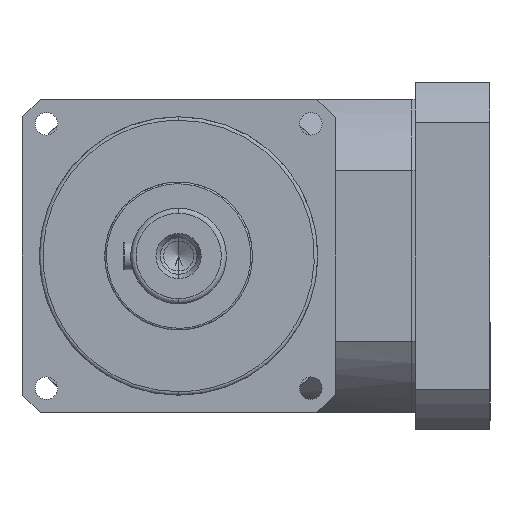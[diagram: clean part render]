
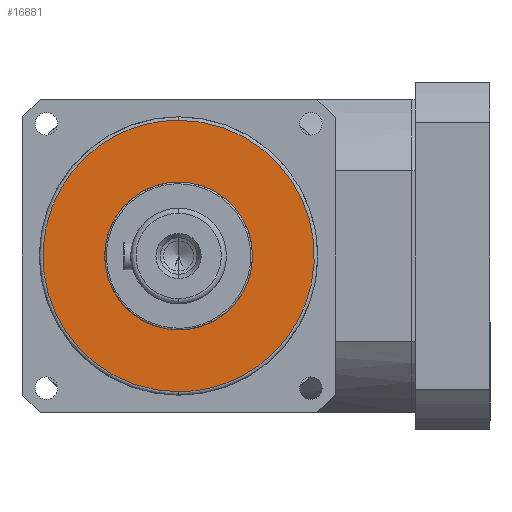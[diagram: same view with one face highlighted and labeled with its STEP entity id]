
A CAD part, left-side view. The second image highlights one B-rep face of the part: STEP entity #16881.
In plain terms, the highlighted face is planar.
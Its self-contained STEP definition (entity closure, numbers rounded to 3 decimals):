
#1318 = EDGE_CURVE ( 'NONE', #12375, #14653, #14327, .T. ) ;
#1327 = ORIENTED_EDGE ( 'NONE', *, *, #14111, .F. ) ;
#2349 = CARTESIAN_POINT ( 'NONE',  ( 0., 0., 85. ) ) ;
#3545 = CARTESIAN_POINT ( 'NONE',  ( -78., 0., 85. ) ) ;
#3666 = CARTESIAN_POINT ( 'NONE',  ( -78., 0., 85. ) ) ;
#3872 = DIRECTION ( 'NONE',  ( 1., 0., 0. ) ) ;
#4077 = ORIENTED_EDGE ( 'NONE', *, *, #17613, .F. ) ;
#4790 = DIRECTION ( 'NONE',  ( 1., 0., 0. ) ) ;
#4804 = DIRECTION ( 'NONE',  ( 0., 0., -1. ) ) ;
#4810 = CARTESIAN_POINT ( 'NONE',  ( 0., 0., 85. ) ) ;
#5389 = PLANE ( 'NONE',  #12540 ) ;
#6114 = CARTESIAN_POINT ( 'NONE',  ( -78., -156., 85. ) ) ;
#6472 =( BOUNDED_CURVE ( )  B_SPLINE_CURVE ( 3, ( #9611, #15564, #12844, #3666 ),
 .UNSPECIFIED., .F., .F. ) 
 B_SPLINE_CURVE_WITH_KNOTS ( ( 4, 4 ),
 ( 0., 0.5 ),
 .UNSPECIFIED. ) 
 CURVE ( )  GEOMETRIC_REPRESENTATION_ITEM ( )  RATIONAL_B_SPLINE_CURVE ( ( 1., 0.333, 0.333, 1. ) ) 
 REPRESENTATION_ITEM ( '' )  );
#6754 = FACE_OUTER_BOUND ( 'NONE', #19050, .T. ) ;
#6792 = CARTESIAN_POINT ( 'NONE',  ( 0., 0., 85. ) ) ;
#7040 = CARTESIAN_POINT ( 'NONE',  ( 78., 0., 85. ) ) ;
#7051 = VERTEX_POINT ( 'NONE', #3545 ) ;
#7210 =( BOUNDED_CURVE ( )  B_SPLINE_CURVE ( 3, ( #16523, #6114, #17886, #9303 ),
 .UNSPECIFIED., .F., .T. ) 
 B_SPLINE_CURVE_WITH_KNOTS ( ( 4, 4 ),
 ( 0.5, 1. ),
 .UNSPECIFIED. ) 
 CURVE ( )  GEOMETRIC_REPRESENTATION_ITEM ( )  RATIONAL_B_SPLINE_CURVE ( ( 1., 0.333, 0.333, 1. ) ) 
 REPRESENTATION_ITEM ( '' )  );
#8385 = DIRECTION ( 'NONE',  ( 1., 0., 0. ) ) ;
#8713 = CARTESIAN_POINT ( 'NONE',  ( 42.5, 0., 85. ) ) ;
#9303 = CARTESIAN_POINT ( 'NONE',  ( 78., 0., 85. ) ) ;
#9611 = CARTESIAN_POINT ( 'NONE',  ( 78., 0., 85. ) ) ;
#10095 = AXIS2_PLACEMENT_3D ( 'NONE', #6792, #17101, #8385 ) ;
#12147 = AXIS2_PLACEMENT_3D ( 'NONE', #4810, #4804, #4790 ) ;
#12375 = VERTEX_POINT ( 'NONE', #8713 ) ;
#12540 = AXIS2_PLACEMENT_3D ( 'NONE', #2349, #13079, #3872 ) ;
#12844 = CARTESIAN_POINT ( 'NONE',  ( -78., 156., 85. ) ) ;
#13079 = DIRECTION ( 'NONE',  ( 0., 0., 1. ) ) ;
#13181 = EDGE_CURVE ( 'NONE', #7051, #16353, #7210, .T. ) ;
#14111 = EDGE_CURVE ( 'NONE', #14653, #12375, #17432, .T. ) ;
#14327 = CIRCLE ( 'NONE', #12147, 42.5 ) ;
#14638 = ORIENTED_EDGE ( 'NONE', *, *, #1318, .F. ) ;
#14653 = VERTEX_POINT ( 'NONE', #18681 ) ;
#15564 = CARTESIAN_POINT ( 'NONE',  ( 78., 156., 85. ) ) ;
#16353 = VERTEX_POINT ( 'NONE', #7040 ) ;
#16523 = CARTESIAN_POINT ( 'NONE',  ( -78., 0., 85. ) ) ;
#16881 = ADVANCED_FACE ( 'NONE', ( #18409, #6754 ), #5389, .F. ) ;
#17101 = DIRECTION ( 'NONE',  ( 0., 0., -1. ) ) ;
#17138 = ORIENTED_EDGE ( 'NONE', *, *, #13181, .F. ) ;
#17432 = CIRCLE ( 'NONE', #10095, 42.5 ) ;
#17613 = EDGE_CURVE ( 'NONE', #16353, #7051, #6472, .T. ) ;
#17886 = CARTESIAN_POINT ( 'NONE',  ( 78., -156., 85. ) ) ;
#18409 = FACE_BOUND ( 'NONE', #18829, .T. ) ;
#18681 = CARTESIAN_POINT ( 'NONE',  ( -42.5, 0., 85. ) ) ;
#18829 = EDGE_LOOP ( 'NONE', ( #14638, #1327 ) ) ;
#19050 = EDGE_LOOP ( 'NONE', ( #17138, #4077 ) ) ;
